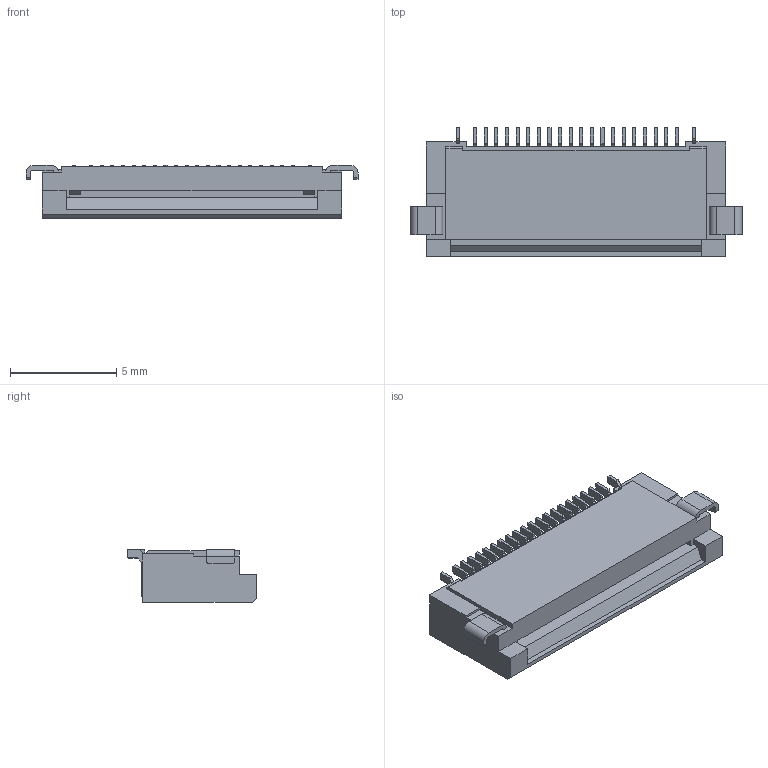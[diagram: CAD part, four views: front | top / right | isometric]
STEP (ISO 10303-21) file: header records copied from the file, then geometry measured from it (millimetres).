
FILE_DESCRIPTION(('CoCreate Modeling STEP Export'),'2;1');
FILE_NAME('0.5-23-20Pin.stp','2018-12-06T19:11:36',(''),(''),'CoCreate Modeling STEP processor for AP214 (Solid Model)','CoCreate Modeling 17.0 01-Apr-2010 (C) Parametric Technology GmbH','');
FILE_SCHEMA(('AUTOMOTIVE_DESIGN { 1 0 10303 214 1 1 1 1 }'));
Length unit declared in the file: millimetre
Products named in the file (2): 0.5-23-20Pin
Assembly tree (1 placements, depth 2):
  0.5-23-20Pin
    0.5-23-20Pin
Bounding box: 15.64 x 6.07 x 2.5 mm (x, y, z)
Volume: 151.3 mm3; surface area: 342 mm2
Topology: 1 solids, 1 shells, 328 faces, 912 edges, 608 vertices
Faces by surface type: plane 223, cylinder 105
Entity records: 10490 total; most frequent: CARTESIAN_POINT 1841, ORIENTED_EDGE 1824, DIRECTION 1768, EDGE_CURVE 912, VECTOR 698, LINE 698, VERTEX_POINT 608, AXIS2_PLACEMENT_3D 535
